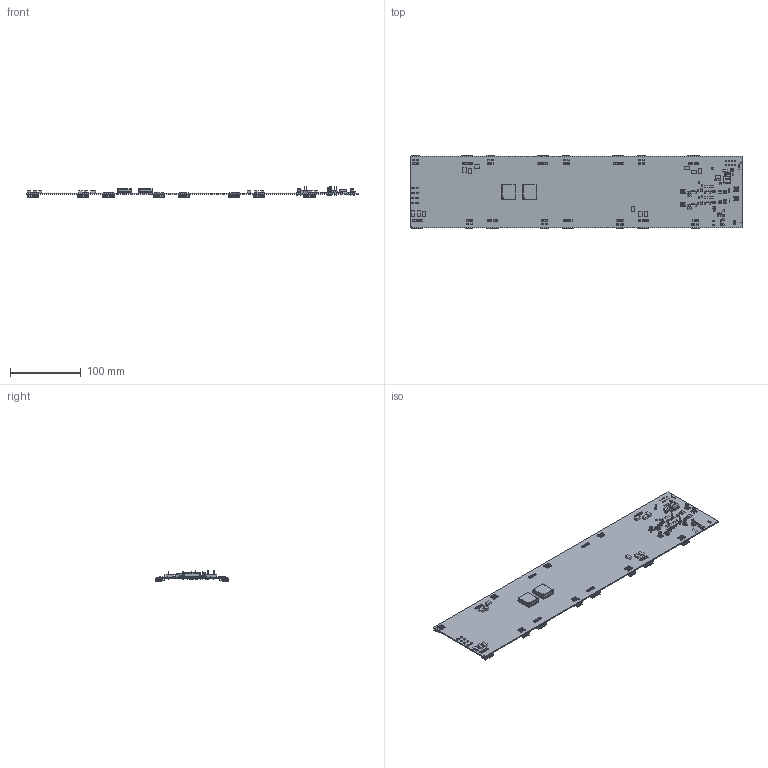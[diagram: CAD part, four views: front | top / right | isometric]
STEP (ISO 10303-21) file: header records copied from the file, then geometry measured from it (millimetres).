
FILE_DESCRIPTION(('Open CASCADE Model'),'2;1');
FILE_NAME('Open CASCADE Shape Model','2025-01-20T06:36:25',('Author'),( 'Open CASCADE'),'Open CASCADE STEP processor 7.5','Open CASCADE 7.5' ,'Unknown');
FILE_SCHEMA(('AUTOMOTIVE_DESIGN { 1 0 10303 214 1 1 1 1 }'));
Length unit declared in the file: millimetre
Products named in the file (212): PCB; Board; Open CASCADE STEP translator 7.5 1.1.1; JP1; SSW-106-02-G-D-RA; _T1SSW-106-02-G-D-RA; _P2SSW-106-02-G-D-RA; LO8; SSW-104-02-G-D-RA; _T1SSW-104-02-G-D-RA; _P2SSW-104-02-G-D-RA; JP8; LO7; JP2; LO2; JP3; LO3; JP4; LO4; JP5; JP6; LO5; LO6; JP7; LO1; C1; User Library-1206 SMD Resistor; C2; 6338357504; Extruded; C3; C4; C6; C11; 6338356464; C12; C14; 6338357744; C20; 6338346944 ...
Assembly tree (324 placements, depth 10):
  PCB
    Board
      Open CASCADE STEP translator 7.5 1.1.1
    JP1
      SSW-106-02-G-D-RA
        _T1SSW-106-02-G-D-RA
        _P2SSW-106-02-G-D-RA
    LO8
      SSW-104-02-G-D-RA
        _T1SSW-104-02-G-D-RA
        _P2SSW-104-02-G-D-RA
    JP8
      SSW-106-02-G-D-RA
        _T1SSW-106-02-G-D-RA
        _P2SSW-106-02-G-D-RA
    LO7
      SSW-104-02-G-D-RA
        _T1SSW-104-02-G-D-RA
        _P2SSW-104-02-G-D-RA
    JP2
      SSW-106-02-G-D-RA
        _T1SSW-106-02-G-D-RA
        _P2SSW-106-02-G-D-RA
    LO2
      SSW-104-02-G-D-RA
        _T1SSW-104-02-G-D-RA
        _P2SSW-104-02-G-D-RA
    JP3
      SSW-106-02-G-D-RA
        _T1SSW-106-02-G-D-RA
        _P2SSW-106-02-G-D-RA
    LO3
      SSW-104-02-G-D-RA
        _T1SSW-104-02-G-D-RA
        _P2SSW-104-02-G-D-RA
    JP4
      SSW-106-02-G-D-RA
        _T1SSW-106-02-G-D-RA
        _P2SSW-106-02-G-D-RA
    LO4
      SSW-104-02-G-D-RA
        _T1SSW-104-02-G-D-RA
        _P2SSW-104-02-G-D-RA
    JP5
      SSW-106-02-G-D-RA
        _T1SSW-106-02-G-D-RA
        _P2SSW-106-02-G-D-RA
    JP6
      SSW-106-02-G-D-RA
        _T1SSW-106-02-G-D-RA
        _P2SSW-106-02-G-D-RA
    LO5
      SSW-104-02-G-D-RA
        _T1SSW-104-02-G-D-RA
        _P2SSW-104-02-G-D-RA
    LO6
      SSW-104-02-G-D-RA
        _T1SSW-104-02-G-D-RA
        _P2SSW-104-02-G-D-RA
    JP7
Bounding box: 469.9 x 103.96 x 15.99 mm (x, y, z)
Volume: 87257.2 mm3; surface area: 125238.8 mm2
Topology: 198 solids, 202 shells, 10372 faces, 26483 edges, 16594 vertices
Faces by surface type: plane 6217, cylinder 1849, bspline 1844, sphere 418, cone 44
Full cylindrical faces by diameter (mm): 0.57 x4, 0.762 x3, 0.8 x6, 0.914 x8, 0.96 x4, 0.966 x160, 1 x12, 1.1 x8, 1.4 x16, 1.422 x8, 1.85 x4, 2.75 x4, 2.8 x4, 3.1 x8, 3.45 x4, 3.68 x4, 4.5 x4
Entity records: 64898 total; most frequent: CARTESIAN_POINT 11842, DIRECTION 8790, ORIENTED_EDGE 8614, EDGE_CURVE 4311, LINE 3408, VECTOR 3408, VERTEX_POINT 2835, AXIS2_PLACEMENT_3D 2691
